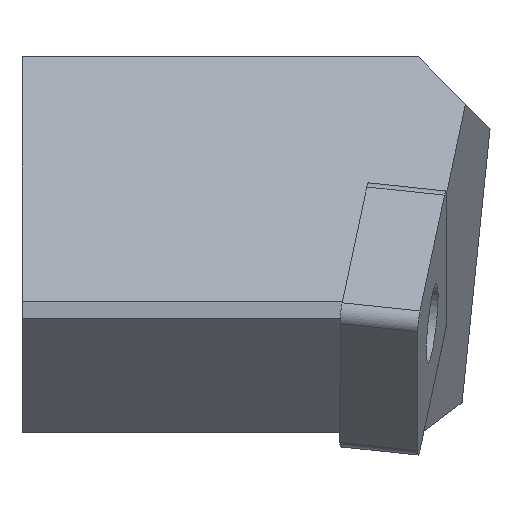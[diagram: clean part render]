
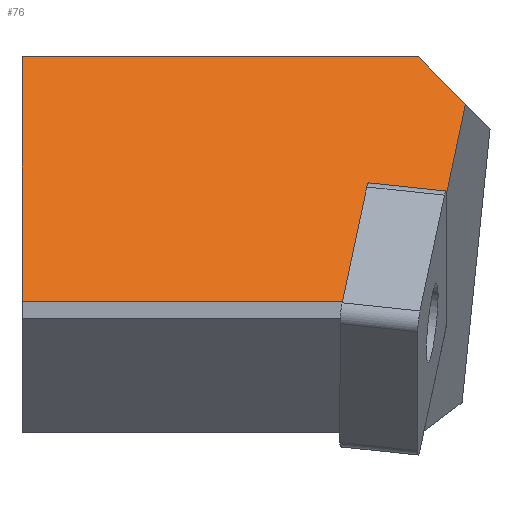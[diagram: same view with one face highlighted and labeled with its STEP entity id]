
A CAD part, top view. The second image highlights one B-rep face of the part: STEP entity #76.
In plain terms, the highlighted planar face has unit normal (0, 0.707, 0.707).
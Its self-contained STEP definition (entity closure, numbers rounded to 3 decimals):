
#76=ADVANCED_FACE('',(#127),#104,.F.);
#104=PLANE('',#555);
#127=FACE_OUTER_BOUND('',#152,.T.);
#152=EDGE_LOOP('',(#196,#197,#198,#199,#200,#201,#202));
#196=ORIENTED_EDGE('',*,*,#379,.T.);
#197=ORIENTED_EDGE('',*,*,#380,.T.);
#198=ORIENTED_EDGE('',*,*,#381,.F.);
#199=ORIENTED_EDGE('',*,*,#382,.T.);
#200=ORIENTED_EDGE('',*,*,#383,.F.);
#201=ORIENTED_EDGE('',*,*,#372,.F.);
#202=ORIENTED_EDGE('',*,*,#371,.F.);
#322=VERTEX_POINT('',#738);
#325=VERTEX_POINT('',#743);
#326=VERTEX_POINT('',#747);
#332=VERTEX_POINT('',#761);
#333=VERTEX_POINT('',#763);
#334=VERTEX_POINT('',#765);
#335=VERTEX_POINT('',#767);
#371=EDGE_CURVE('',#325,#322,#440,.T.);
#372=EDGE_CURVE('',#322,#326,#441,.T.);
#379=EDGE_CURVE('',#325,#332,#448,.T.);
#380=EDGE_CURVE('',#332,#333,#449,.T.);
#381=EDGE_CURVE('',#334,#333,#450,.T.);
#382=EDGE_CURVE('',#334,#335,#451,.T.);
#383=EDGE_CURVE('',#326,#335,#452,.T.);
#440=LINE('',#744,#499);
#441=LINE('',#746,#500);
#448=LINE('',#760,#507);
#449=LINE('',#762,#508);
#450=LINE('',#764,#509);
#451=LINE('',#766,#510);
#452=LINE('',#768,#511);
#499=VECTOR('',#601,1.);
#500=VECTOR('',#604,1.);
#507=VECTOR('',#613,1.);
#508=VECTOR('',#614,1.);
#509=VECTOR('',#615,1.);
#510=VECTOR('',#616,1.);
#511=VECTOR('',#617,1.);
#555=AXIS2_PLACEMENT_3D('',#769,#618,#619);
#601=DIRECTION('',(-1.,0.,0.));
#604=DIRECTION('',(0.,0.707,-0.707));
#613=DIRECTION('',(0.147,0.699,-0.699));
#614=DIRECTION('',(0.989,-0.104,0.104));
#615=DIRECTION('',(-0.147,-0.699,0.699));
#616=DIRECTION('',(-0.577,0.577,-0.577));
#617=DIRECTION('',(1.,0.,0.));
#618=DIRECTION('',(0.,-0.707,-0.707));
#619=DIRECTION('',(1.,0.,0.));
#738=CARTESIAN_POINT('',(0.,5.238,178.266));
#743=CARTESIAN_POINT('',(26.046,5.238,178.266));
#744=CARTESIAN_POINT('',(21.238,5.238,178.266));
#746=CARTESIAN_POINT('',(0.,5.238,178.266));
#747=CARTESIAN_POINT('',(0.,25.,158.504));
#760=CARTESIAN_POINT('',(27.981,14.419,169.085));
#761=CARTESIAN_POINT('',(28.035,14.674,168.83));
#762=CARTESIAN_POINT('',(34.325,14.011,169.493));
#763=CARTESIAN_POINT('',(34.32,14.012,169.492));
#764=CARTESIAN_POINT('',(35.829,21.171,162.333));
#765=CARTESIAN_POINT('',(35.829,21.171,162.333));
#766=CARTESIAN_POINT('',(35.829,21.171,162.333));
#767=CARTESIAN_POINT('',(32.,25.,158.504));
#768=CARTESIAN_POINT('',(0.,25.,158.504));
#769=CARTESIAN_POINT('',(32.,51.636,131.868));
